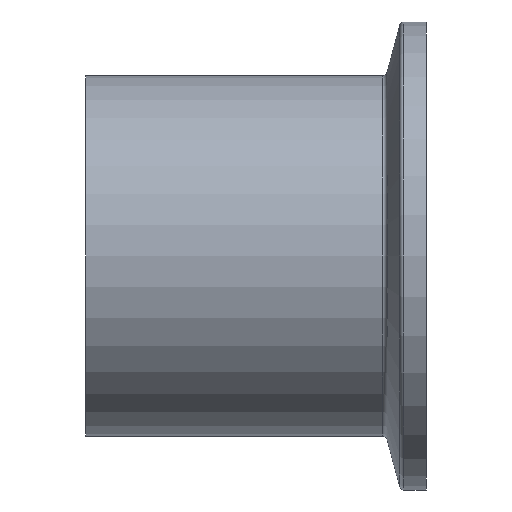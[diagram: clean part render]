
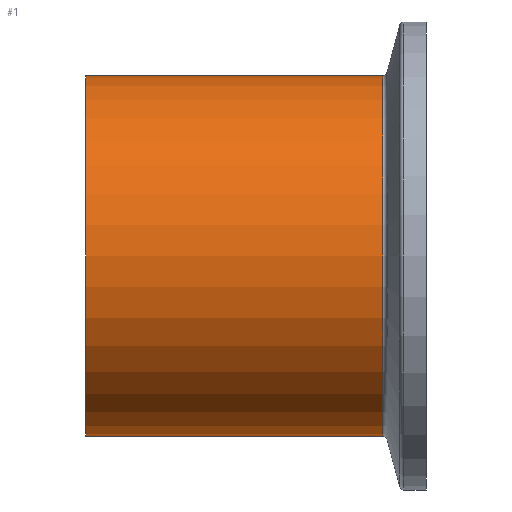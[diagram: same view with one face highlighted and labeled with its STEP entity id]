
A CAD part, front view. The second image highlights one B-rep face of the part: STEP entity #1.
In plain terms, the highlighted cylindrical face has radius 21.2 mm (diameter 42.4 mm), a full revolution.
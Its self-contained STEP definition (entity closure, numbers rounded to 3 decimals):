
#1 = ADVANCED_FACE ( 'NONE', ( #133, #81 ), #157, .T. ) ;
#16 = VERTEX_POINT ( 'NONE', #139 ) ;
#29 = CARTESIAN_POINT ( 'NONE',  ( -40., 0., 0. ) ) ;
#34 = EDGE_LOOP ( 'NONE', ( #137 ) ) ;
#46 = VERTEX_POINT ( 'NONE', #119 ) ;
#51 = EDGE_CURVE ( 'NONE', #46, #46, #174, .T. ) ;
#67 = DIRECTION ( 'NONE',  ( -1., 0., 0. ) ) ;
#81 = FACE_OUTER_BOUND ( 'NONE', #34, .T. ) ;
#85 = AXIS2_PLACEMENT_3D ( 'NONE', #29, #125, #222 ) ;
#95 = CARTESIAN_POINT ( 'NONE',  ( -5.084, 0., 0. ) ) ;
#101 = EDGE_LOOP ( 'NONE', ( #251 ) ) ;
#103 = AXIS2_PLACEMENT_3D ( 'NONE', #160, #67, #200 ) ;
#119 = CARTESIAN_POINT ( 'NONE',  ( -40., 0., 21.2 ) ) ;
#125 = DIRECTION ( 'NONE',  ( -1., 0., 0. ) ) ;
#133 = FACE_OUTER_BOUND ( 'NONE', #101, .T. ) ;
#135 = DIRECTION ( 'NONE',  ( -1., 0., 0. ) ) ;
#137 = ORIENTED_EDGE ( 'NONE', *, *, #51, .F. ) ;
#138 = CIRCLE ( 'NONE', #170, 21.2 ) ;
#139 = CARTESIAN_POINT ( 'NONE',  ( -5.084, 0., 21.2 ) ) ;
#151 = DIRECTION ( 'NONE',  ( 0., 0., 1. ) ) ;
#157 = CYLINDRICAL_SURFACE ( 'NONE', #103, 21.2 ) ;
#160 = CARTESIAN_POINT ( 'NONE',  ( 0., 0., 0. ) ) ;
#170 = AXIS2_PLACEMENT_3D ( 'NONE', #95, #135, #151 ) ;
#174 = CIRCLE ( 'NONE', #85, 21.2 ) ;
#200 = DIRECTION ( 'NONE',  ( 0., 0., 1. ) ) ;
#222 = DIRECTION ( 'NONE',  ( 0., 0., 1. ) ) ;
#238 = EDGE_CURVE ( 'NONE', #16, #16, #138, .T. ) ;
#251 = ORIENTED_EDGE ( 'NONE', *, *, #238, .T. ) ;
